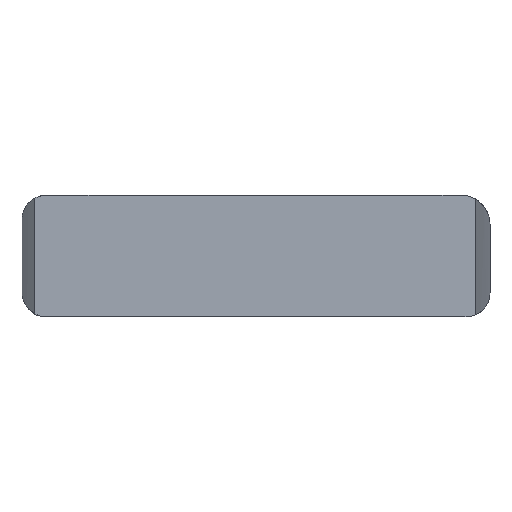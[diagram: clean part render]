
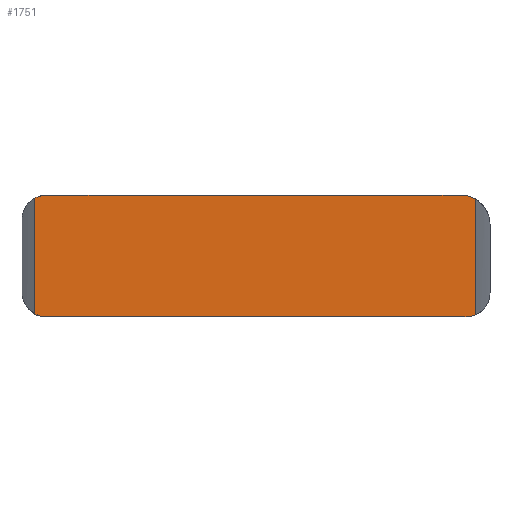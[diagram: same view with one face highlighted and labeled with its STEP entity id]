
A CAD part, front view. The second image highlights one B-rep face of the part: STEP entity #1751.
In plain terms, the highlighted planar face has unit normal (0, -1, 0).
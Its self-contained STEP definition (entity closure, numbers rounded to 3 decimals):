
#27 = CARTESIAN_POINT ( 'NONE',  ( 44.583, -87.5, -1.998 ) ) ;
#51 = CARTESIAN_POINT ( 'NONE',  ( -42.377, -87.5, -2.407 ) ) ;
#93 = CARTESIAN_POINT ( 'NONE',  ( -44.658, -87.5, 21.778 ) ) ;
#104 = CARTESIAN_POINT ( 'NONE',  ( -42.377, -87.5, -2.407 ) ) ;
#107 = ORIENTED_EDGE ( 'NONE', *, *, #1691, .F. ) ;
#194 = CARTESIAN_POINT ( 'NONE',  ( -42.326, -87.5, 22.334 ) ) ;
#211 = CARTESIAN_POINT ( 'NONE',  ( -44.67, -87.5, -1.862 ) ) ;
#231 = CARTESIAN_POINT ( 'NONE',  ( -43.99, -87.5, -2.154 ) ) ;
#284 = DIRECTION ( 'NONE',  ( -1., 0., 0. ) ) ;
#317 = CARTESIAN_POINT ( 'NONE',  ( -44., -87.5, 2. ) ) ;
#364 = VECTOR ( 'NONE', #1212, 1000. ) ;
#406 = CARTESIAN_POINT ( 'NONE',  ( -43.676, -87.5, -2.249 ) ) ;
#419 = CARTESIAN_POINT ( 'NONE',  ( 44.583, -87.5, 21.573 ) ) ;
#426 = CARTESIAN_POINT ( 'NONE',  ( -44.852, -87.5, 21.668 ) ) ;
#434 = LINE ( 'NONE', #797, #2009 ) ;
#447 = CARTESIAN_POINT ( 'NONE',  ( 43.196, -87.5, -2.378 ) ) ;
#479 = DIRECTION ( 'NONE',  ( 0., 1., 0. ) ) ;
#492 = FACE_OUTER_BOUND ( 'NONE', #1759, .T. ) ;
#607 = EDGE_CURVE ( 'NONE', #1592, #679, #1355, .T. ) ;
#609 = CARTESIAN_POINT ( 'NONE',  ( -43.624, -87.5, 22.171 ) ) ;
#631 = CARTESIAN_POINT ( 'NONE',  ( 42.871, -87.5, -2.408 ) ) ;
#645 = ORIENTED_EDGE ( 'NONE', *, *, #1048, .F. ) ;
#667 = CARTESIAN_POINT ( 'NONE',  ( -44.852, -87.5, -1.76 ) ) ;
#679 = VERTEX_POINT ( 'NONE', #1214 ) ;
#695 = B_SPLINE_CURVE_WITH_KNOTS ( 'NONE', 3,
 ( #27, #1282, #2029, #1103, #1841, #447, #631, #1554 ),
 .UNSPECIFIED., .F., .F.,
 ( 4, 2, 2, 4 ),
 ( 0.733, 0.75, 0.875, 1. ),
 .UNSPECIFIED. ) ;
#754 = VERTEX_POINT ( 'NONE', #1684 ) ;
#767 = ORIENTED_EDGE ( 'NONE', *, *, #1987, .F. ) ;
#797 = CARTESIAN_POINT ( 'NONE',  ( 17.52, -87.5, 22.344 ) ) ;
#802 = CARTESIAN_POINT ( 'NONE',  ( 44.583, -87.5, 21.573 ) ) ;
#815 = CARTESIAN_POINT ( 'NONE',  ( 41.543, -87.5, 22.354 ) ) ;
#853 = EDGE_CURVE ( 'NONE', #1613, #1592, #695, .T. ) ;
#905 = CARTESIAN_POINT ( 'NONE',  ( -43.032, -87.5, -2.375 ) ) ;
#916 = CARTESIAN_POINT ( 'NONE',  ( -42.706, -87.5, -2.407 ) ) ;
#984 = CARTESIAN_POINT ( 'NONE',  ( 43.486, -87.5, 22.062 ) ) ;
#1014 = DIRECTION ( 'NONE',  ( 0., 0., 1. ) ) ;
#1024 = CARTESIAN_POINT ( 'NONE',  ( -43.465, -87.5, 22.21 ) ) ;
#1031 = B_SPLINE_CURVE_WITH_KNOTS ( 'NONE', 3,
 ( #815, #1345, #2067, #2099, #984, #2090, #1692, #419 ),
 .UNSPECIFIED., .F., .F.,
 ( 4, 2, 2, 4 ),
 ( 0., 0.125, 0.25, 0.336 ),
 .UNSPECIFIED. ) ;
#1048 = EDGE_CURVE ( 'NONE', #1664, #754, #1201, .T. ) ;
#1103 = CARTESIAN_POINT ( 'NONE',  ( 44.155, -87.5, -2.167 ) ) ;
#1117 = EDGE_CURVE ( 'NONE', #1873, #1664, #434, .T. ) ;
#1144 = CARTESIAN_POINT ( 'NONE',  ( -44.457, -87.5, 21.876 ) ) ;
#1150 = ORIENTED_EDGE ( 'NONE', *, *, #607, .F. ) ;
#1156 = DIRECTION ( 'NONE',  ( 0., 0., 1. ) ) ;
#1190 = CARTESIAN_POINT ( 'NONE',  ( -42.326, -87.5, 22.334 ) ) ;
#1201 = LINE ( 'NONE', #2318, #364 ) ;
#1212 = DIRECTION ( 'NONE',  ( 1., 0., 0. ) ) ;
#1214 = CARTESIAN_POINT ( 'NONE',  ( -42.377, -87.5, -2.407 ) ) ;
#1228 = ORIENTED_EDGE ( 'NONE', *, *, #1117, .F. ) ;
#1239 = CARTESIAN_POINT ( 'NONE',  ( -42.984, -87.5, 22.303 ) ) ;
#1251 = EDGE_CURVE ( 'NONE', #2270, #1733, #2123, .T. ) ;
#1282 = CARTESIAN_POINT ( 'NONE',  ( 44.542, -87.5, -2.015 ) ) ;
#1286 = LINE ( 'NONE', #2034, #1745 ) ;
#1311 = ORIENTED_EDGE ( 'NONE', *, *, #853, .F. ) ;
#1345 = CARTESIAN_POINT ( 'NONE',  ( 41.939, -87.5, 22.354 ) ) ;
#1353 = CARTESIAN_POINT ( 'NONE',  ( 42.54, -87.5, -2.407 ) ) ;
#1355 = LINE ( 'NONE', #104, #1498 ) ;
#1362 = ORIENTED_EDGE ( 'NONE', *, *, #2098, .F. ) ;
#1380 = AXIS2_PLACEMENT_3D ( 'NONE', #317, #479, #1014 ) ;
#1382 = DIRECTION ( 'NONE',  ( 0., 0., -1. ) ) ;
#1438 = CARTESIAN_POINT ( 'NONE',  ( -44.482, -87.5, -1.953 ) ) ;
#1463 = CARTESIAN_POINT ( 'NONE',  ( -44.852, -87.5, -1.76 ) ) ;
#1498 = VECTOR ( 'NONE', #284, 1000. ) ;
#1514 = CARTESIAN_POINT ( 'NONE',  ( -43.94, -87.5, 22.077 ) ) ;
#1547 = CARTESIAN_POINT ( 'NONE',  ( 17.52, -87.5, 22.344 ) ) ;
#1554 = CARTESIAN_POINT ( 'NONE',  ( 42.54, -87.5, -2.407 ) ) ;
#1563 = VERTEX_POINT ( 'NONE', #802 ) ;
#1592 = VERTEX_POINT ( 'NONE', #1353 ) ;
#1608 = B_SPLINE_CURVE_WITH_KNOTS ( 'NONE', 3,
 ( #426, #93, #1144, #1887, #1514, #609, #1024, #1239, #2348, #1190 ),
 .UNSPECIFIED., .F., .F.,
 ( 4, 2, 2, 2, 4 ),
 ( 0.665, 0.75, 0.813, 0.875, 1. ),
 .UNSPECIFIED. ) ;
#1613 = VERTEX_POINT ( 'NONE', #1876 ) ;
#1664 = VERTEX_POINT ( 'NONE', #1547 ) ;
#1676 = EDGE_CURVE ( 'NONE', #1613, #1563, #1286, .T. ) ;
#1684 = CARTESIAN_POINT ( 'NONE',  ( 41.543, -87.5, 22.354 ) ) ;
#1691 = EDGE_CURVE ( 'NONE', #2270, #1873, #1608, .T. ) ;
#1692 = CARTESIAN_POINT ( 'NONE',  ( 44.345, -87.5, 21.705 ) ) ;
#1733 = VERTEX_POINT ( 'NONE', #667 ) ;
#1745 = VECTOR ( 'NONE', #1156, 1000. ) ;
#1751 = ADVANCED_FACE ( 'NONE', ( #492 ), #2141, .F. ) ;
#1759 = EDGE_LOOP ( 'NONE', ( #107, #2253, #767, #1150, #1311, #1822, #1362, #645, #1228 ) ) ;
#1822 = ORIENTED_EDGE ( 'NONE', *, *, #1676, .T. ) ;
#1841 = CARTESIAN_POINT ( 'NONE',  ( 43.837, -87.5, -2.258 ) ) ;
#1861 = DIRECTION ( 'NONE',  ( 1., 0., 0. ) ) ;
#1873 = VERTEX_POINT ( 'NONE', #194 ) ;
#1876 = CARTESIAN_POINT ( 'NONE',  ( 44.583, -87.5, -1.998 ) ) ;
#1887 = CARTESIAN_POINT ( 'NONE',  ( -44.097, -87.5, 22.022 ) ) ;
#1922 = VECTOR ( 'NONE', #1382, 1000. ) ;
#1987 = EDGE_CURVE ( 'NONE', #679, #1733, #2169, .T. ) ;
#2009 = VECTOR ( 'NONE', #1861, 1000. ) ;
#2029 = CARTESIAN_POINT ( 'NONE',  ( 44.502, -87.5, -2.031 ) ) ;
#2034 = CARTESIAN_POINT ( 'NONE',  ( 44.583, -87.5, 2. ) ) ;
#2067 = CARTESIAN_POINT ( 'NONE',  ( 42.33, -87.5, 22.317 ) ) ;
#2090 = CARTESIAN_POINT ( 'NONE',  ( 44.101, -87.5, 21.82 ) ) ;
#2098 = EDGE_CURVE ( 'NONE', #754, #1563, #1031, .T. ) ;
#2099 = CARTESIAN_POINT ( 'NONE',  ( 43.104, -87.5, 22.172 ) ) ;
#2123 = LINE ( 'NONE', #2147, #1922 ) ;
#2141 = PLANE ( 'NONE',  #1380 ) ;
#2147 = CARTESIAN_POINT ( 'NONE',  ( -44.852, -87.5, 2. ) ) ;
#2169 = B_SPLINE_CURVE_WITH_KNOTS ( 'NONE', 3,
 ( #51, #916, #905, #406, #231, #1438, #211, #1463 ),
 .UNSPECIFIED., .F., .F.,
 ( 4, 2, 2, 4 ),
 ( 0., 0.125, 0.25, 0.33 ),
 .UNSPECIFIED. ) ;
#2253 = ORIENTED_EDGE ( 'NONE', *, *, #1251, .T. ) ;
#2270 = VERTEX_POINT ( 'NONE', #2337 ) ;
#2318 = CARTESIAN_POINT ( 'NONE',  ( 41.543, -87.5, 22.354 ) ) ;
#2337 = CARTESIAN_POINT ( 'NONE',  ( -44.852, -87.5, 21.668 ) ) ;
#2348 = CARTESIAN_POINT ( 'NONE',  ( -42.658, -87.5, 22.334 ) ) ;
